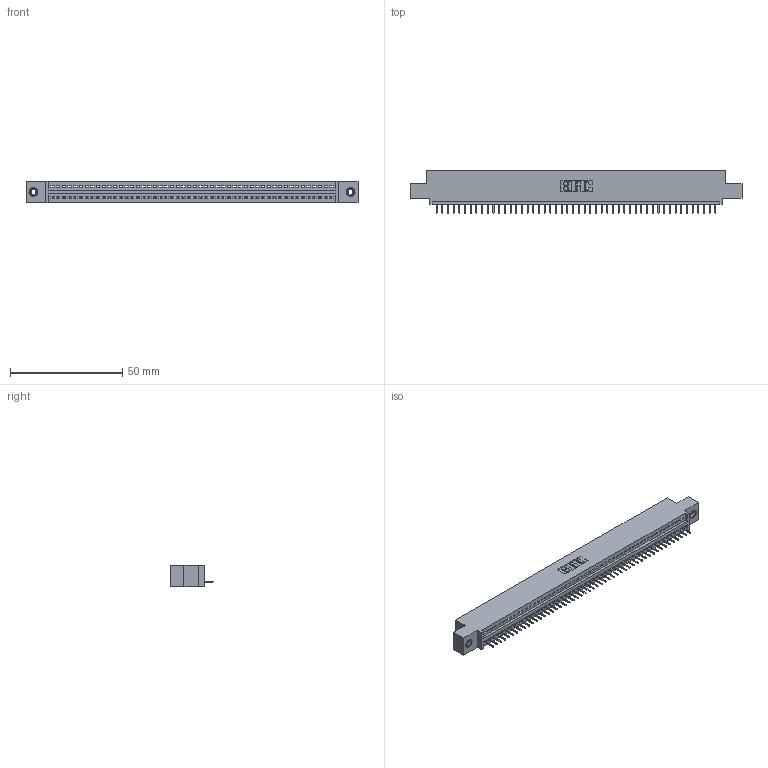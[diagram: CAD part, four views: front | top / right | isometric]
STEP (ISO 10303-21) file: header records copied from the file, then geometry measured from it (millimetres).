
FILE_DESCRIPTION (( 'STEP AP203' ), '1' );
FILE_NAME ('345-050-524-408.STEP', '2019-10-09T11:47:51', ( '' ), ( '' ), 'SwSTEP 2.0', 'SolidWorks 2016', '' );
FILE_SCHEMA (( 'CONFIG_CONTROL_DESIGN' ));
Length unit declared in the file: inch
Products named in the file (4): 345-292-001_345-293-124; 345-250-001_345-250-003-102; 345-050-524-408; 345 Part_0.110 Offset - 0.156 Dia-TI
Assembly tree (53 placements, depth 2):
  345-050-524-408
    345 Part_0.110 Offset - 0.156 Dia-TI
    345-292-001_345-293-124  x50
    345-250-001_345-250-003-102  x2
Bounding box: 148.21 x 19.35 x 9.4 mm (x, y, z)
Volume: 13865.2 mm3; surface area: 18003.8 mm2
Topology: 53 solids, 53 shells, 3290 faces, 9489 edges, 6118 vertices
Faces by surface type: plane 2416, cylinder 858, cone 12, torus 4
Entity records: 37946 total; most frequent: CARTESIAN_POINT 6553, ORIENTED_EDGE 6530, DIRECTION 5739, EDGE_CURVE 3265, VECTOR 2917, LINE 2917, VERTEX_POINT 2168, AXIS2_PLACEMENT_3D 1411
